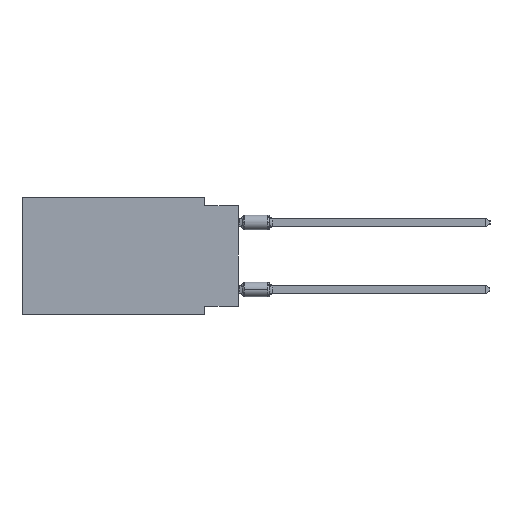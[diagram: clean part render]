
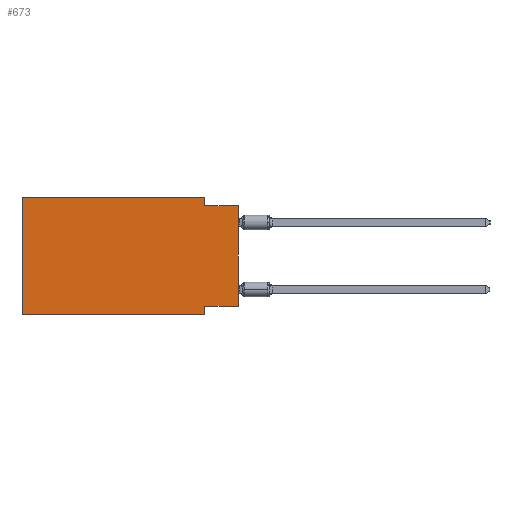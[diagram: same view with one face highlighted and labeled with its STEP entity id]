
A CAD part, left-side view. The second image highlights one B-rep face of the part: STEP entity #673.
In plain terms, the highlighted planar face has unit normal (-1, 0, 0).
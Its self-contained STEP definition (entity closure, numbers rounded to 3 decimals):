
#158 = VECTOR ( 'NONE', #14927, 1000. ) ;
#673 = ADVANCED_FACE ( 'NONE', ( #11899 ), #9543, .F. ) ;
#678 = CARTESIAN_POINT ( 'NONE',  ( 0., 16.383, -8.89 ) ) ;
#797 = DIRECTION ( 'NONE',  ( 0., -1., 0. ) ) ;
#922 = CARTESIAN_POINT ( 'NONE',  ( 0., 16.383, 0. ) ) ;
#983 = CARTESIAN_POINT ( 'NONE',  ( 0., 2.54, -8.89 ) ) ;
#1127 = DIRECTION ( 'NONE',  ( 0., 0., -1. ) ) ;
#1216 = CARTESIAN_POINT ( 'NONE',  ( 0., 0., -8.255 ) ) ;
#1304 = VECTOR ( 'NONE', #797, 1000. ) ;
#1880 = CARTESIAN_POINT ( 'NONE',  ( 0., 16.383, 0. ) ) ;
#1929 = EDGE_CURVE ( 'NONE', #2711, #9244, #11342, .T. ) ;
#2352 = EDGE_CURVE ( 'NONE', #9244, #8501, #10419, .T. ) ;
#2711 = VERTEX_POINT ( 'NONE', #1880 ) ;
#2735 = EDGE_CURVE ( 'NONE', #13144, #5634, #14498, .T. ) ;
#3155 = ORIENTED_EDGE ( 'NONE', *, *, #11623, .F. ) ;
#3533 = LINE ( 'NONE', #5656, #158 ) ;
#3773 = DIRECTION ( 'NONE',  ( 0., 0., -1. ) ) ;
#3892 = DIRECTION ( 'NONE',  ( 0., 0., -1. ) ) ;
#4270 = LINE ( 'NONE', #10199, #8349 ) ;
#4484 = CARTESIAN_POINT ( 'NONE',  ( 0., 2.54, 0. ) ) ;
#4579 = ORIENTED_EDGE ( 'NONE', *, *, #2352, .F. ) ;
#4616 = ORIENTED_EDGE ( 'NONE', *, *, #2735, .T. ) ;
#4719 = VECTOR ( 'NONE', #1127, 1000. ) ;
#4841 = EDGE_CURVE ( 'NONE', #9752, #6843, #8288, .T. ) ;
#5602 = ORIENTED_EDGE ( 'NONE', *, *, #5674, .T. ) ;
#5634 = VERTEX_POINT ( 'NONE', #983 ) ;
#5656 = CARTESIAN_POINT ( 'NONE',  ( 0., 16.383, 0. ) ) ;
#5674 = EDGE_CURVE ( 'NONE', #9752, #13164, #4270, .T. ) ;
#5732 = EDGE_CURVE ( 'NONE', #8501, #13164, #13668, .T. ) ;
#6129 = DIRECTION ( 'NONE',  ( 1., 0., 0. ) ) ;
#6187 = VECTOR ( 'NONE', #7923, 1000. ) ;
#6676 = VECTOR ( 'NONE', #11779, 1000. ) ;
#6843 = VERTEX_POINT ( 'NONE', #11198 ) ;
#6913 = VECTOR ( 'NONE', #12545, 1000. ) ;
#7913 = CARTESIAN_POINT ( 'NONE',  ( 0., 0., -0.635 ) ) ;
#7923 = DIRECTION ( 'NONE',  ( 0., -1., 0. ) ) ;
#8143 = EDGE_LOOP ( 'NONE', ( #5602, #12101, #4579, #13396, #13717, #4616, #3155, #14732 ) ) ;
#8288 = LINE ( 'NONE', #1216, #6676 ) ;
#8349 = VECTOR ( 'NONE', #8900, 1000. ) ;
#8501 = VERTEX_POINT ( 'NONE', #12326 ) ;
#8628 = CARTESIAN_POINT ( 'NONE',  ( 0., 16.383, 0. ) ) ;
#8900 = DIRECTION ( 'NONE',  ( 0., 0., 1. ) ) ;
#9244 = VERTEX_POINT ( 'NONE', #12708 ) ;
#9543 = PLANE ( 'NONE',  #10770 ) ;
#9752 = VERTEX_POINT ( 'NONE', #14843 ) ;
#10199 = CARTESIAN_POINT ( 'NONE',  ( 0., 0., 0. ) ) ;
#10419 = LINE ( 'NONE', #4484, #4719 ) ;
#10770 = AXIS2_PLACEMENT_3D ( 'NONE', #8628, #6129, #3773 ) ;
#11198 = CARTESIAN_POINT ( 'NONE',  ( 0., 2.54, -8.255 ) ) ;
#11342 = LINE ( 'NONE', #922, #6187 ) ;
#11542 = VECTOR ( 'NONE', #3892, 1000. ) ;
#11623 = EDGE_CURVE ( 'NONE', #6843, #5634, #13230, .T. ) ;
#11779 = DIRECTION ( 'NONE',  ( 0., 1., 0. ) ) ;
#11899 = FACE_OUTER_BOUND ( 'NONE', #8143, .T. ) ;
#12015 = CARTESIAN_POINT ( 'NONE',  ( 0., 0., -0.635 ) ) ;
#12101 = ORIENTED_EDGE ( 'NONE', *, *, #5732, .F. ) ;
#12209 = CARTESIAN_POINT ( 'NONE',  ( 0., 16.383, -8.89 ) ) ;
#12326 = CARTESIAN_POINT ( 'NONE',  ( 0., 2.54, -0.635 ) ) ;
#12545 = DIRECTION ( 'NONE',  ( 0., -1., 0. ) ) ;
#12632 = EDGE_CURVE ( 'NONE', #13144, #2711, #3533, .T. ) ;
#12708 = CARTESIAN_POINT ( 'NONE',  ( 0., 2.54, 0. ) ) ;
#13144 = VERTEX_POINT ( 'NONE', #678 ) ;
#13154 = CARTESIAN_POINT ( 'NONE',  ( 0., 2.54, -8.89 ) ) ;
#13164 = VERTEX_POINT ( 'NONE', #12015 ) ;
#13230 = LINE ( 'NONE', #13154, #11542 ) ;
#13396 = ORIENTED_EDGE ( 'NONE', *, *, #1929, .F. ) ;
#13668 = LINE ( 'NONE', #7913, #6913 ) ;
#13717 = ORIENTED_EDGE ( 'NONE', *, *, #12632, .F. ) ;
#14498 = LINE ( 'NONE', #12209, #1304 ) ;
#14732 = ORIENTED_EDGE ( 'NONE', *, *, #4841, .F. ) ;
#14843 = CARTESIAN_POINT ( 'NONE',  ( 0., 0., -8.255 ) ) ;
#14927 = DIRECTION ( 'NONE',  ( 0., 0., 1. ) ) ;
